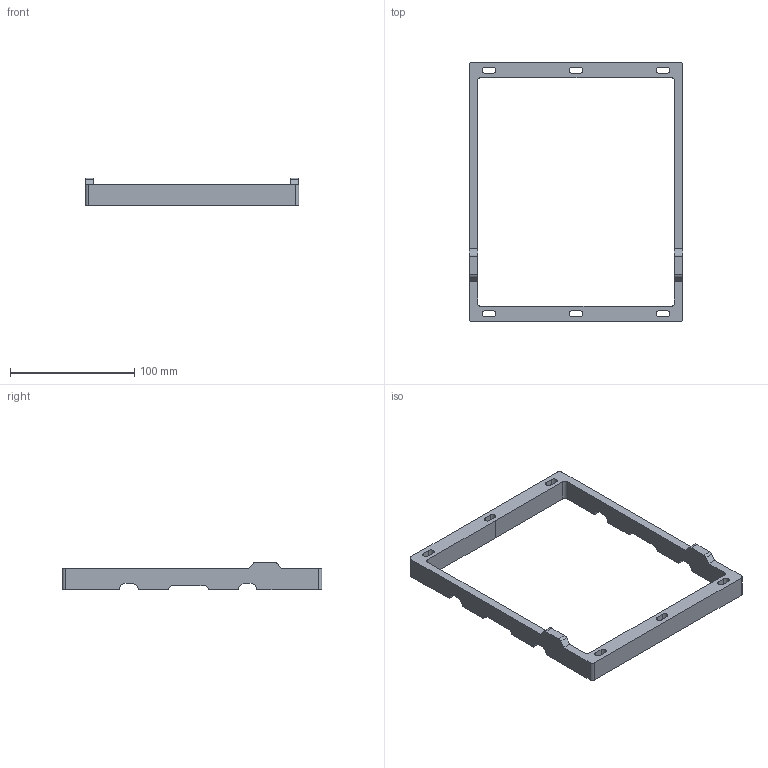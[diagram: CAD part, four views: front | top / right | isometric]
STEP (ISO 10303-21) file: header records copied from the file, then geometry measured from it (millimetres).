
FILE_DESCRIPTION(/* description */ (''),/* implementation_level */ '2;1');
FILE_NAME(/* name */ 'Kaly-Gasket_Middle.step',/* time_stamp */ '2020-09-13T11:03:17-07:00',/* author */ (''),/* organization */ (''),/* preprocessor_version */ 'ST-DEVELOPER v18.1',/* originating_system */ 'Autodesk Translation Framework v9.3.0.1241',/* authorisation */ '');
FILE_SCHEMA (('AUTOMOTIVE_DESIGN { 1 0 10303 214 3 1 1 }'));
Length unit declared in the file: millimetre
Products named in the file (1): LoveDick_Gasket_17mm_Fuckin_HUGE_MIDDLE
Bounding box: 172 x 209 x 22.5 mm (x, y, z)
Volume: 108256.6 mm3; surface area: 40001.3 mm2
Topology: 1 solids, 1 shells, 78 faces, 234 edges, 156 vertices
Faces by surface type: plane 42, cylinder 36
Entity records: 2711 total; most frequent: CARTESIAN_POINT 469, ORIENTED_EDGE 468, DIRECTION 464, EDGE_CURVE 234, LINE 162, VECTOR 162, VERTEX_POINT 156, AXIS2_PLACEMENT_3D 151
